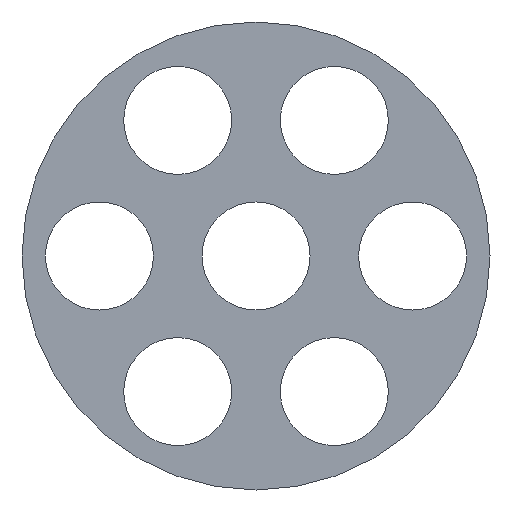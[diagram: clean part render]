
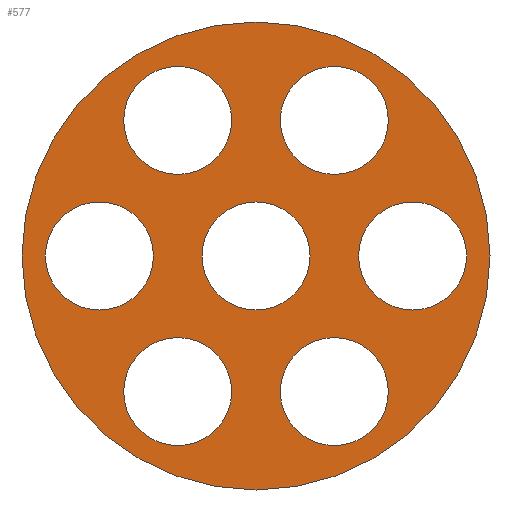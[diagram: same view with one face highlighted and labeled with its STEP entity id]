
A CAD part, front view. The second image highlights one B-rep face of the part: STEP entity #577.
In plain terms, the highlighted planar face has unit normal (0, -1, 0).
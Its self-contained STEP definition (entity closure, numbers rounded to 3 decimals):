
#10 = CARTESIAN_POINT ( 'NONE',  ( 10.876, -7., -11.335 ) ) ;
#11 = CARTESIAN_POINT ( 'NONE',  ( 0., -7., 0. ) ) ;
#14 = CARTESIAN_POINT ( 'NONE',  ( 10.876, -7., -18.835 ) ) ;
#17 = DIRECTION ( 'NONE',  ( 0., 0., 1. ) ) ;
#24 = CIRCLE ( 'NONE', #397, 7.5 ) ;
#25 = DIRECTION ( 'NONE',  ( 0., 1., 0. ) ) ;
#35 = EDGE_CURVE ( 'NONE', #292, #610, #458, .T. ) ;
#38 = EDGE_LOOP ( 'NONE', ( #656, #305 ) ) ;
#40 = EDGE_LOOP ( 'NONE', ( #524, #46 ) ) ;
#43 = VERTEX_POINT ( 'NONE', #252 ) ;
#46 = ORIENTED_EDGE ( 'NONE', *, *, #184, .T. ) ;
#48 = CIRCLE ( 'NONE', #102, 7.5 ) ;
#56 = CIRCLE ( 'NONE', #234, 7.5 ) ;
#61 = DIRECTION ( 'NONE',  ( 0., 1., 0. ) ) ;
#64 = DIRECTION ( 'NONE',  ( 0., 1., 0. ) ) ;
#65 = CARTESIAN_POINT ( 'NONE',  ( -21.748, -7., -7.5 ) ) ;
#66 = EDGE_LOOP ( 'NONE', ( #497, #649 ) ) ;
#69 = AXIS2_PLACEMENT_3D ( 'NONE', #280, #64, #222 ) ;
#70 = DIRECTION ( 'NONE',  ( 0., 1., 0. ) ) ;
#79 = VERTEX_POINT ( 'NONE', #363 ) ;
#85 = VERTEX_POINT ( 'NONE', #164 ) ;
#86 = DIRECTION ( 'NONE',  ( 0., 1., 0. ) ) ;
#92 = VERTEX_POINT ( 'NONE', #65 ) ;
#99 = EDGE_LOOP ( 'NONE', ( #617, #308 ) ) ;
#102 = AXIS2_PLACEMENT_3D ( 'NONE', #504, #249, #203 ) ;
#104 = DIRECTION ( 'NONE',  ( 0., 0., 1. ) ) ;
#107 = EDGE_CURVE ( 'NONE', #610, #292, #243, .T. ) ;
#116 = EDGE_CURVE ( 'NONE', #380, #263, #357, .T. ) ;
#134 = EDGE_CURVE ( 'NONE', #263, #380, #433, .T. ) ;
#136 = CARTESIAN_POINT ( 'NONE',  ( 0.002, -7., -7.499 ) ) ;
#141 = AXIS2_PLACEMENT_3D ( 'NONE', #567, #25, #167 ) ;
#147 = ORIENTED_EDGE ( 'NONE', *, *, #231, .T. ) ;
#156 = VERTEX_POINT ( 'NONE', #619 ) ;
#157 = CARTESIAN_POINT ( 'NONE',  ( -21.748, -7., 0. ) ) ;
#160 = AXIS2_PLACEMENT_3D ( 'NONE', #298, #264, #506 ) ;
#162 = CARTESIAN_POINT ( 'NONE',  ( -10.873, -7., -26.335 ) ) ;
#163 = CIRCLE ( 'NONE', #534, 7.5 ) ;
#164 = CARTESIAN_POINT ( 'NONE',  ( 10.875, -7., 11.335 ) ) ;
#165 = EDGE_LOOP ( 'NONE', ( #589, #147 ) ) ;
#166 = PLANE ( 'NONE',  #314 ) ;
#167 = DIRECTION ( 'NONE',  ( 0., 0., 1. ) ) ;
#168 = AXIS2_PLACEMENT_3D ( 'NONE', #157, #361, #431 ) ;
#173 = VERTEX_POINT ( 'NONE', #432 ) ;
#175 = CARTESIAN_POINT ( 'NONE',  ( 0., -7., -32.5 ) ) ;
#177 = VERTEX_POINT ( 'NONE', #218 ) ;
#183 = DIRECTION ( 'NONE',  ( 0., 0., 1. ) ) ;
#184 = EDGE_CURVE ( 'NONE', #246, #627, #648, .T. ) ;
#188 = CARTESIAN_POINT ( 'NONE',  ( -10.873, -7., -18.835 ) ) ;
#195 = AXIS2_PLACEMENT_3D ( 'NONE', #599, #309, #653 ) ;
#201 = EDGE_LOOP ( 'NONE', ( #342, #501 ) ) ;
#203 = DIRECTION ( 'NONE',  ( 0., 0., 1. ) ) ;
#204 = ORIENTED_EDGE ( 'NONE', *, *, #35, .F. ) ;
#211 = EDGE_CURVE ( 'NONE', #43, #79, #163, .T. ) ;
#217 = FACE_BOUND ( 'NONE', #451, .T. ) ;
#218 = CARTESIAN_POINT ( 'NONE',  ( -21.748, -7., 7.5 ) ) ;
#221 = DIRECTION ( 'NONE',  ( 0., 0., 1. ) ) ;
#222 = DIRECTION ( 'NONE',  ( 0., 0., 1. ) ) ;
#225 = DIRECTION ( 'NONE',  ( 0., 1., 0. ) ) ;
#228 = DIRECTION ( 'NONE',  ( 0., 0., 1. ) ) ;
#229 = AXIS2_PLACEMENT_3D ( 'NONE', #483, #225, #183 ) ;
#231 = EDGE_CURVE ( 'NONE', #173, #550, #248, .T. ) ;
#232 = EDGE_CURVE ( 'NONE', #627, #246, #24, .T. ) ;
#234 = AXIS2_PLACEMENT_3D ( 'NONE', #542, #86, #293 ) ;
#243 = CIRCLE ( 'NONE', #277, 32.5 ) ;
#246 = VERTEX_POINT ( 'NONE', #538 ) ;
#248 = CIRCLE ( 'NONE', #484, 7.5 ) ;
#249 = DIRECTION ( 'NONE',  ( 0., 1., 0. ) ) ;
#252 = CARTESIAN_POINT ( 'NONE',  ( -10.874, -7., 11.335 ) ) ;
#262 = AXIS2_PLACEMENT_3D ( 'NONE', #188, #640, #439 ) ;
#263 = VERTEX_POINT ( 'NONE', #136 ) ;
#264 = DIRECTION ( 'NONE',  ( 0., 1., 0. ) ) ;
#271 = FACE_BOUND ( 'NONE', #201, .T. ) ;
#275 = FACE_BOUND ( 'NONE', #40, .T. ) ;
#277 = AXIS2_PLACEMENT_3D ( 'NONE', #11, #634, #228 ) ;
#280 = CARTESIAN_POINT ( 'NONE',  ( 0.001, -7., 0.001 ) ) ;
#281 = CARTESIAN_POINT ( 'NONE',  ( 10.875, -7., 18.835 ) ) ;
#287 = CIRCLE ( 'NONE', #545, 7.5 ) ;
#291 = AXIS2_PLACEMENT_3D ( 'NONE', #536, #425, #623 ) ;
#292 = VERTEX_POINT ( 'NONE', #392 ) ;
#293 = DIRECTION ( 'NONE',  ( 0., 0., 1. ) ) ;
#298 = CARTESIAN_POINT ( 'NONE',  ( -10.873, -7., -18.835 ) ) ;
#303 = EDGE_CURVE ( 'NONE', #156, #585, #487, .T. ) ;
#305 = ORIENTED_EDGE ( 'NONE', *, *, #346, .T. ) ;
#308 = ORIENTED_EDGE ( 'NONE', *, *, #134, .T. ) ;
#309 = DIRECTION ( 'NONE',  ( 0., 1., 0. ) ) ;
#314 = AXIS2_PLACEMENT_3D ( 'NONE', #629, #70, #328 ) ;
#328 = DIRECTION ( 'NONE',  ( 0., 0., 1. ) ) ;
#342 = ORIENTED_EDGE ( 'NONE', *, *, #303, .T. ) ;
#346 = EDGE_CURVE ( 'NONE', #92, #177, #56, .T. ) ;
#357 = CIRCLE ( 'NONE', #69, 7.5 ) ;
#361 = DIRECTION ( 'NONE',  ( 0., 1., 0. ) ) ;
#363 = CARTESIAN_POINT ( 'NONE',  ( -10.874, -7., 26.335 ) ) ;
#373 = DIRECTION ( 'NONE',  ( 0., 1., 0. ) ) ;
#378 = EDGE_CURVE ( 'NONE', #585, #156, #558, .T. ) ;
#380 = VERTEX_POINT ( 'NONE', #657 ) ;
#392 = CARTESIAN_POINT ( 'NONE',  ( 0., -7., 32.5 ) ) ;
#397 = AXIS2_PLACEMENT_3D ( 'NONE', #14, #373, #571 ) ;
#403 = DIRECTION ( 'NONE',  ( 0., 1., 0. ) ) ;
#415 = EDGE_CURVE ( 'NONE', #79, #43, #429, .T. ) ;
#417 = FACE_BOUND ( 'NONE', #99, .T. ) ;
#423 = FACE_BOUND ( 'NONE', #66, .T. ) ;
#425 = DIRECTION ( 'NONE',  ( 0., 1., 0. ) ) ;
#429 = CIRCLE ( 'NONE', #625, 7.5 ) ;
#431 = DIRECTION ( 'NONE',  ( 0., 0., 1. ) ) ;
#432 = CARTESIAN_POINT ( 'NONE',  ( 21.75, -7., -7.5 ) ) ;
#433 = CIRCLE ( 'NONE', #229, 7.5 ) ;
#437 = CIRCLE ( 'NONE', #168, 7.5 ) ;
#439 = DIRECTION ( 'NONE',  ( 0., 0., 1. ) ) ;
#451 = EDGE_LOOP ( 'NONE', ( #456, #512 ) ) ;
#456 = ORIENTED_EDGE ( 'NONE', *, *, #415, .T. ) ;
#457 = CARTESIAN_POINT ( 'NONE',  ( 10.875, -7., 26.335 ) ) ;
#458 = CIRCLE ( 'NONE', #291, 32.5 ) ;
#466 = EDGE_CURVE ( 'NONE', #85, #530, #48, .T. ) ;
#471 = CARTESIAN_POINT ( 'NONE',  ( 21.75, -7., 0. ) ) ;
#475 = DIRECTION ( 'NONE',  ( 0., 1., 0. ) ) ;
#478 = CARTESIAN_POINT ( 'NONE',  ( -10.874, -7., 18.835 ) ) ;
#481 = CIRCLE ( 'NONE', #195, 7.5 ) ;
#482 = FACE_BOUND ( 'NONE', #38, .T. ) ;
#483 = CARTESIAN_POINT ( 'NONE',  ( 0.001, -7., 0.001 ) ) ;
#484 = AXIS2_PLACEMENT_3D ( 'NONE', #471, #475, #17 ) ;
#487 = CIRCLE ( 'NONE', #262, 7.5 ) ;
#497 = ORIENTED_EDGE ( 'NONE', *, *, #637, .T. ) ;
#501 = ORIENTED_EDGE ( 'NONE', *, *, #378, .T. ) ;
#504 = CARTESIAN_POINT ( 'NONE',  ( 10.875, -7., 18.835 ) ) ;
#505 = ORIENTED_EDGE ( 'NONE', *, *, #107, .F. ) ;
#506 = DIRECTION ( 'NONE',  ( 0., 0., 1. ) ) ;
#509 = EDGE_CURVE ( 'NONE', #550, #173, #481, .T. ) ;
#512 = ORIENTED_EDGE ( 'NONE', *, *, #211, .T. ) ;
#524 = ORIENTED_EDGE ( 'NONE', *, *, #232, .T. ) ;
#529 = DIRECTION ( 'NONE',  ( 0., 0., 1. ) ) ;
#530 = VERTEX_POINT ( 'NONE', #457 ) ;
#534 = AXIS2_PLACEMENT_3D ( 'NONE', #478, #61, #529 ) ;
#536 = CARTESIAN_POINT ( 'NONE',  ( 0., -7., 0. ) ) ;
#538 = CARTESIAN_POINT ( 'NONE',  ( 10.876, -7., -26.335 ) ) ;
#542 = CARTESIAN_POINT ( 'NONE',  ( -21.748, -7., 0. ) ) ;
#545 = AXIS2_PLACEMENT_3D ( 'NONE', #281, #614, #221 ) ;
#547 = CARTESIAN_POINT ( 'NONE',  ( 21.75, -7., 7.5 ) ) ;
#550 = VERTEX_POINT ( 'NONE', #547 ) ;
#551 = CARTESIAN_POINT ( 'NONE',  ( -10.874, -7., 18.835 ) ) ;
#558 = CIRCLE ( 'NONE', #160, 7.5 ) ;
#567 = CARTESIAN_POINT ( 'NONE',  ( 10.876, -7., -18.835 ) ) ;
#571 = DIRECTION ( 'NONE',  ( 0., 0., 1. ) ) ;
#574 = EDGE_CURVE ( 'NONE', #177, #92, #437, .T. ) ;
#576 = FACE_BOUND ( 'NONE', #165, .T. ) ;
#577 = ADVANCED_FACE ( 'NONE', ( #271, #275, #576, #423, #217, #417, #482, #618 ), #166, .F. ) ;
#585 = VERTEX_POINT ( 'NONE', #162 ) ;
#589 = ORIENTED_EDGE ( 'NONE', *, *, #509, .T. ) ;
#599 = CARTESIAN_POINT ( 'NONE',  ( 21.75, -7., 0. ) ) ;
#600 = EDGE_LOOP ( 'NONE', ( #204, #505 ) ) ;
#610 = VERTEX_POINT ( 'NONE', #175 ) ;
#614 = DIRECTION ( 'NONE',  ( 0., 1., 0. ) ) ;
#617 = ORIENTED_EDGE ( 'NONE', *, *, #116, .T. ) ;
#618 = FACE_OUTER_BOUND ( 'NONE', #600, .T. ) ;
#619 = CARTESIAN_POINT ( 'NONE',  ( -10.873, -7., -11.335 ) ) ;
#623 = DIRECTION ( 'NONE',  ( 0., 0., 1. ) ) ;
#625 = AXIS2_PLACEMENT_3D ( 'NONE', #551, #403, #104 ) ;
#627 = VERTEX_POINT ( 'NONE', #10 ) ;
#629 = CARTESIAN_POINT ( 'NONE',  ( 0., -7., 0. ) ) ;
#634 = DIRECTION ( 'NONE',  ( 0., 1., 0. ) ) ;
#637 = EDGE_CURVE ( 'NONE', #530, #85, #287, .T. ) ;
#640 = DIRECTION ( 'NONE',  ( 0., 1., 0. ) ) ;
#648 = CIRCLE ( 'NONE', #141, 7.5 ) ;
#649 = ORIENTED_EDGE ( 'NONE', *, *, #466, .T. ) ;
#653 = DIRECTION ( 'NONE',  ( 0., 0., 1. ) ) ;
#656 = ORIENTED_EDGE ( 'NONE', *, *, #574, .T. ) ;
#657 = CARTESIAN_POINT ( 'NONE',  ( 0.001, -7., 7.501 ) ) ;
